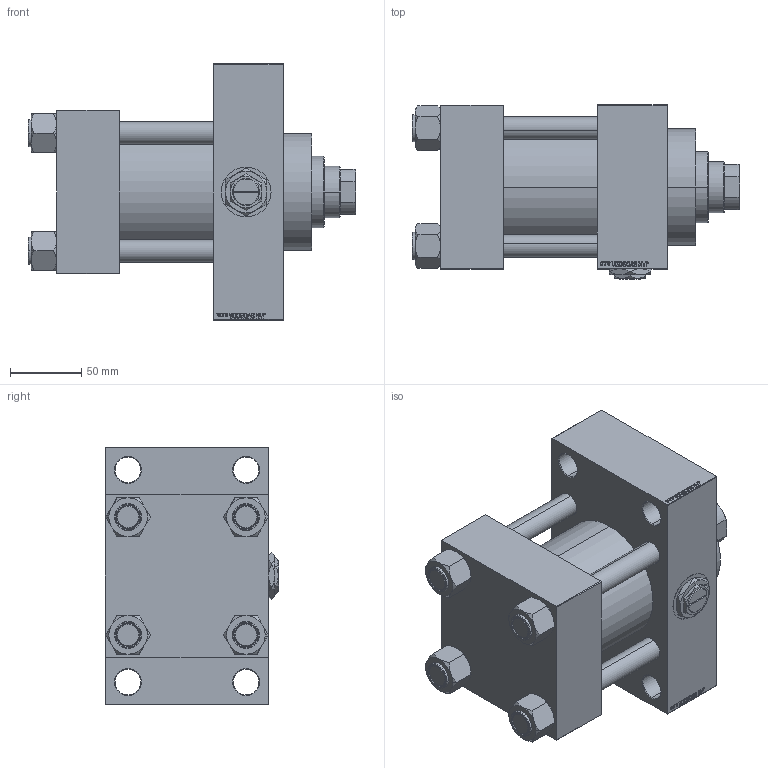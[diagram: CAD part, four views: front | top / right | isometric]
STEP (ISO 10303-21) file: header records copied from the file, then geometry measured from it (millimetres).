
FILE_DESCRIPTION (( 'STEP AP203' ), '1' );
FILE_NAME ('f438.STEP', '2025-01-04T17:23:02', ( '' ), ( '' ), 'SwSTEP 2.0', 'SolidWorks 2019', '' );
FILE_SCHEMA (( 'CONFIG_CONTROL_DESIGN' ));
Length unit declared in the file: millimetre
Products named in the file (7): V215_VC_A 9c0c64d05776ab663a603006e2ef0d4b; V215CR_D_Body 9c0c64d05776ab663a603006e2ef0d4b; V215CR_D_TYCINKA 9c0c64d05776ab663a603006e2ef0d4b; f438; V215CR_VCP_D 9c0c64d05776ab663a603006e2ef0d4b; Zatka_pro_OIL_PORT 9c0c64d05776ab663a603006e2ef0d4b; NUT_M5_D 9c0c64d05776ab663a603006e2ef0d4b
Assembly tree (12 placements, depth 2):
  f438
    V215CR_D_Body 9c0c64d05776ab663a603006e2ef0d4b
    V215CR_VCP_D 9c0c64d05776ab663a603006e2ef0d4b
    NUT_M5_D 9c0c64d05776ab663a603006e2ef0d4b  x4
    V215CR_D_TYCINKA 9c0c64d05776ab663a603006e2ef0d4b  x4
    V215_VC_A 9c0c64d05776ab663a603006e2ef0d4b
    Zatka_pro_OIL_PORT 9c0c64d05776ab663a603006e2ef0d4b
Bounding box: 230 x 122 x 180 mm (x, y, z)
Volume: 1987017.4 mm3; surface area: 296827.7 mm2
Topology: 12 solids, 12 shells, 1200 faces, 3018 edges, 1955 vertices
Faces by surface type: plane 569, bspline 368, cone 162, cylinder 93, torus 8
Entity records: 49479 total; most frequent: CARTESIAN_POINT 25809, ORIENTED_EDGE 5300, DIRECTION 3478, EDGE_CURVE 2650, VERTEX_POINT 1733, VECTOR 1562, LINE 1562, EDGE_LOOP 1179
